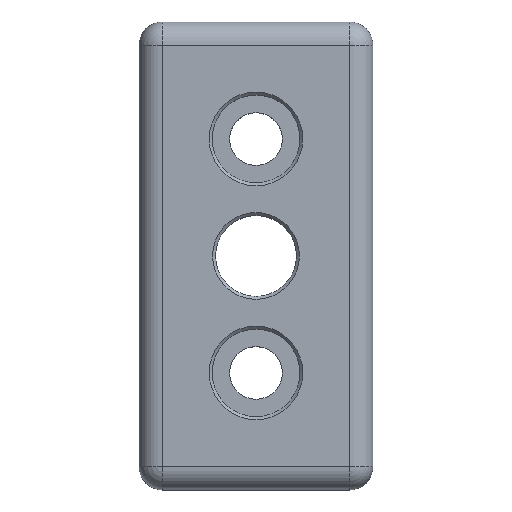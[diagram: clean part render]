
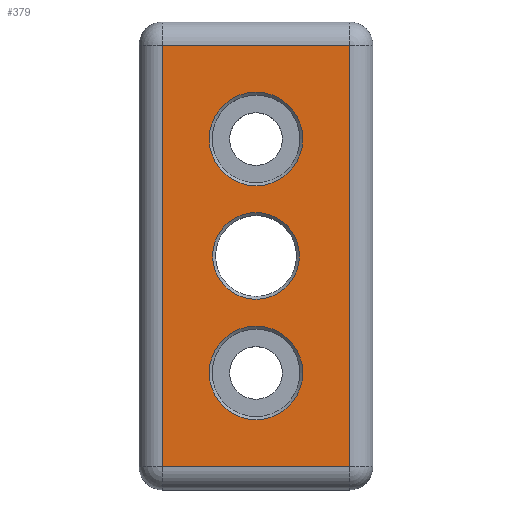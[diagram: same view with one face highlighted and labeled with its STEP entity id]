
A CAD part, top view. The second image highlights one B-rep face of the part: STEP entity #379.
In plain terms, the highlighted planar face has unit normal (0, 0, 1).
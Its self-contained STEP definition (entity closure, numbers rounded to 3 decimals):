
#30=LINE($,#613,#50);
#31=LINE($,#615,#51);
#32=LINE($,#617,#52);
#33=LINE($,#618,#53);
#50=VECTOR($,#478,72.);
#51=VECTOR($,#479,32.);
#52=VECTOR($,#480,72.);
#53=VECTOR($,#481,32.);
#70=PLANE($,#412);
#79=FACE_BOUND($,#124,.T.);
#80=FACE_BOUND($,#125,.T.);
#81=FACE_BOUND($,#126,.T.);
#82=FACE_BOUND($,#127,.T.);
#124=EDGE_LOOP($,(#279));
#125=EDGE_LOOP($,(#280,#281,#282,#283));
#126=EDGE_LOOP($,(#284));
#127=EDGE_LOOP($,(#285));
#167=CIRCLE($,#411,7.418);
#168=CIRCLE($,#413,8.);
#169=CIRCLE($,#414,8.);
#196=VERTEX_POINT($,#606);
#197=VERTEX_POINT($,#609);
#198=VERTEX_POINT($,#611);
#199=VERTEX_POINT($,#612);
#200=VERTEX_POINT($,#614);
#201=VERTEX_POINT($,#616);
#202=VERTEX_POINT($,#619);
#229=EDGE_CURVE($,#196,#196,#167,.T.);
#230=EDGE_CURVE($,#197,#197,#168,.T.);
#231=EDGE_CURVE($,#198,#199,#30,.T.);
#232=EDGE_CURVE($,#200,#198,#31,.T.);
#233=EDGE_CURVE($,#201,#200,#32,.T.);
#234=EDGE_CURVE($,#199,#201,#33,.T.);
#235=EDGE_CURVE($,#202,#202,#169,.T.);
#279=ORIENTED_EDGE($,*,*,#230,.F.);
#280=ORIENTED_EDGE($,*,*,#231,.F.);
#281=ORIENTED_EDGE($,*,*,#232,.F.);
#282=ORIENTED_EDGE($,*,*,#233,.F.);
#283=ORIENTED_EDGE($,*,*,#234,.F.);
#284=ORIENTED_EDGE($,*,*,#235,.F.);
#285=ORIENTED_EDGE($,*,*,#229,.F.);
#379=ADVANCED_FACE($,(#79,#80,#81,#82),#70,.T.);
#411=AXIS2_PLACEMENT_3D($,#607,#472,#473);
#412=AXIS2_PLACEMENT_3D($,#608,#474,#475);
#413=AXIS2_PLACEMENT_3D($,#610,#476,#477);
#414=AXIS2_PLACEMENT_3D($,#620,#482,#483);
#472=DIRECTION('center_axis',(0.,0.,1.));
#473=DIRECTION('ref_axis',(-1.,0.,0.));
#474=DIRECTION('center_axis',(0.,0.,1.));
#475=DIRECTION('ref_axis',(1.,0.,0.));
#476=DIRECTION('center_axis',(0.,0.,1.));
#477=DIRECTION('ref_axis',(-1.,0.,0.));
#478=DIRECTION($,(0.,-1.,0.));
#479=DIRECTION($,(1.,0.,0.));
#480=DIRECTION($,(0.,1.,0.));
#481=DIRECTION($,(-1.,0.,0.));
#482=DIRECTION('center_axis',(0.,0.,1.));
#483=DIRECTION('ref_axis',(-1.,0.,0.));
#606=CARTESIAN_POINT('',(18.333,-25.948,15.));
#607=CARTESIAN_POINT('Origin',(10.915,-25.948,15.));
#608=CARTESIAN_POINT('Origin',(10.915,-25.948,15.));
#609=CARTESIAN_POINT('',(18.915,-5.948,15.));
#610=CARTESIAN_POINT('Origin',(10.915,-5.948,15.));
#611=CARTESIAN_POINT('',(26.915,10.052,15.));
#612=CARTESIAN_POINT('',(26.915,-61.948,15.));
#613=CARTESIAN_POINT($,(26.915,-5.948,15.));
#614=CARTESIAN_POINT('',(-5.085,10.052,15.));
#615=CARTESIAN_POINT($,(0.915,10.052,15.));
#616=CARTESIAN_POINT('',(-5.085,-61.948,15.));
#617=CARTESIAN_POINT($,(-5.085,-45.948,15.));
#618=CARTESIAN_POINT($,(20.915,-61.948,15.));
#619=CARTESIAN_POINT('',(18.915,-45.948,15.));
#620=CARTESIAN_POINT('Origin',(10.915,-45.948,15.));
